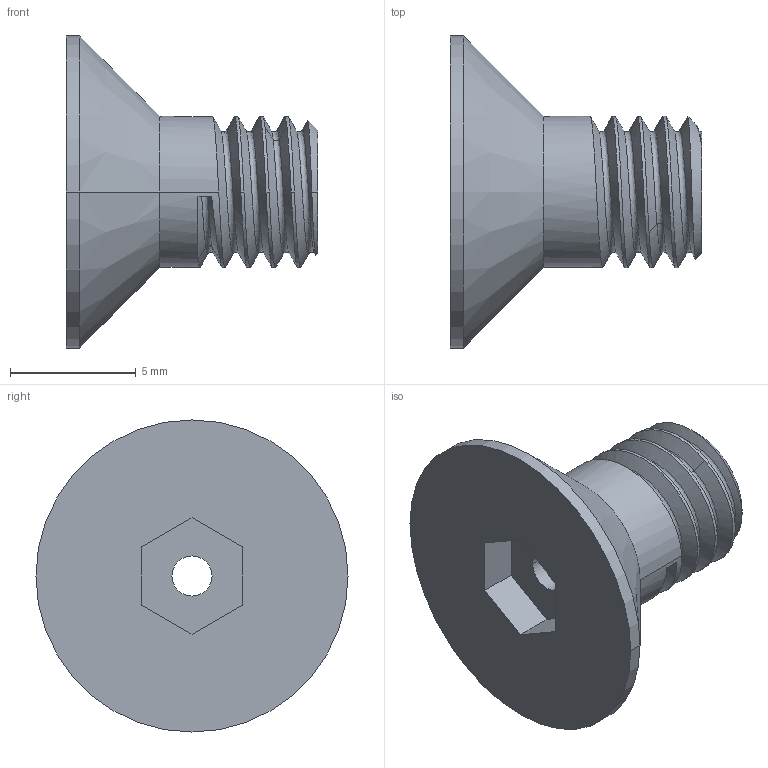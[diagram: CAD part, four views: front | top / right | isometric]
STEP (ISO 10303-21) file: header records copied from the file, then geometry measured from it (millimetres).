
FILE_DESCRIPTION((''),'2;1');
FILE_NAME('001_FLAT_HEAD_SOCKET_MM_ASM','2023-10-25T',('SYSTEM'),(''),'PRO/ENGINEER BY PARAMETRIC TECHNOLOGY CORPORATION, 2016360','PRO/ENGINEER BY PARAMETRIC TECHNOLOGY CORPORATION, 2016360','');
FILE_SCHEMA(('AUTOMOTIVE_DESIGN { 1 0 10303 214 1 1 1 1 }'));
Length unit declared in the file: millimetre
Products named in the file (2): MFA-06A; 001_FLAT_HEAD_SOCKET_MM_ASM
Assembly tree (1 placements, depth 2):
  001_FLAT_HEAD_SOCKET_MM_ASM
    MFA-06A
Bounding box: 10 x 12.39 x 12.39 mm (x, y, z)
Volume: 398.7 mm3; surface area: 508.7 mm2
Topology: 1 solids, 1 shells, 35 faces, 88 edges, 56 vertices
Faces by surface type: cylinder 12, plane 10, bspline 8, cone 5
Entity records: 2841 total; most frequent: CARTESIAN_POINT 1869, ORIENTED_EDGE 176, DIRECTION 128, COLOUR_RGB 110, EDGE_CURVE 88, VERTEX_POINT 56, AXIS2_PLACEMENT_3D 44, VECTOR 40
